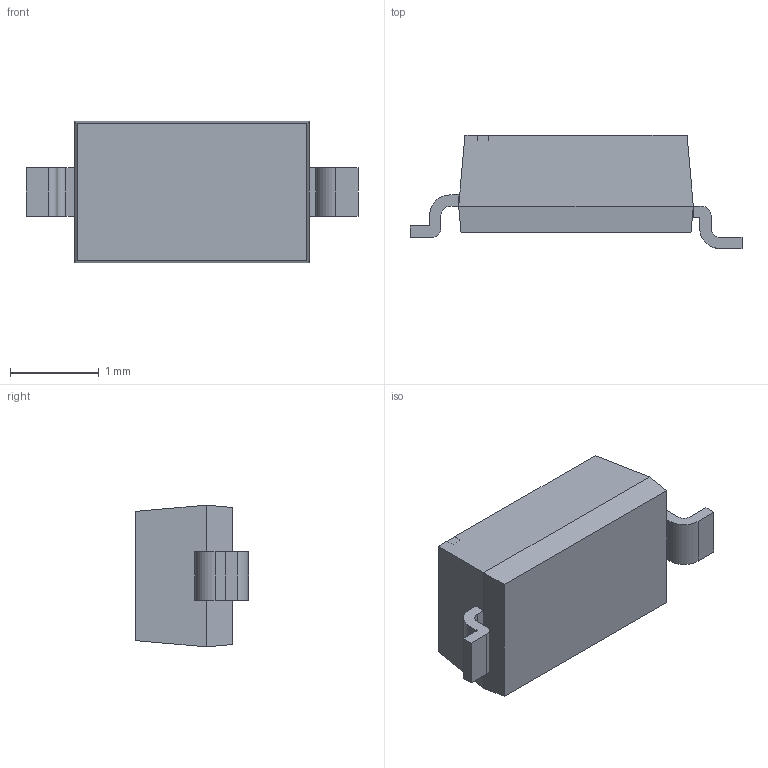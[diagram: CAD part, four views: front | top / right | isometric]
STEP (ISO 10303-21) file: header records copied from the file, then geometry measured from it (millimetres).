
FILE_DESCRIPTION (( 'STEP AP214' ), '1' );
FILE_NAME ('1N4148W (SOD-123) Vishay.STEP', '2024-03-08T10:44:54', ( '' ), ( '' ), 'SwSTEP 2.0', 'SolidWorks 2024', '' );
FILE_SCHEMA (( 'AUTOMOTIVE_DESIGN' ));
Length unit declared in the file: millimetre
Products named in the file (1): 1N4148W (SOD-123) Vishay
Bounding box: 3.75 x 1.28 x 1.6 mm (x, y, z)
Volume: 4.5 mm3; surface area: 19.8 mm2
Topology: 3 solids, 3 shells, 84 faces, 214 edges, 140 vertices
Faces by surface type: plane 61, bspline 15, cylinder 8
Entity records: 3773 total; most frequent: CARTESIAN_POINT 862, ORIENTED_EDGE 428, DIRECTION 340, EDGE_CURVE 214, LINE 168, VECTOR 168, VERTEX_POINT 140, EDGE_LOOP 88
